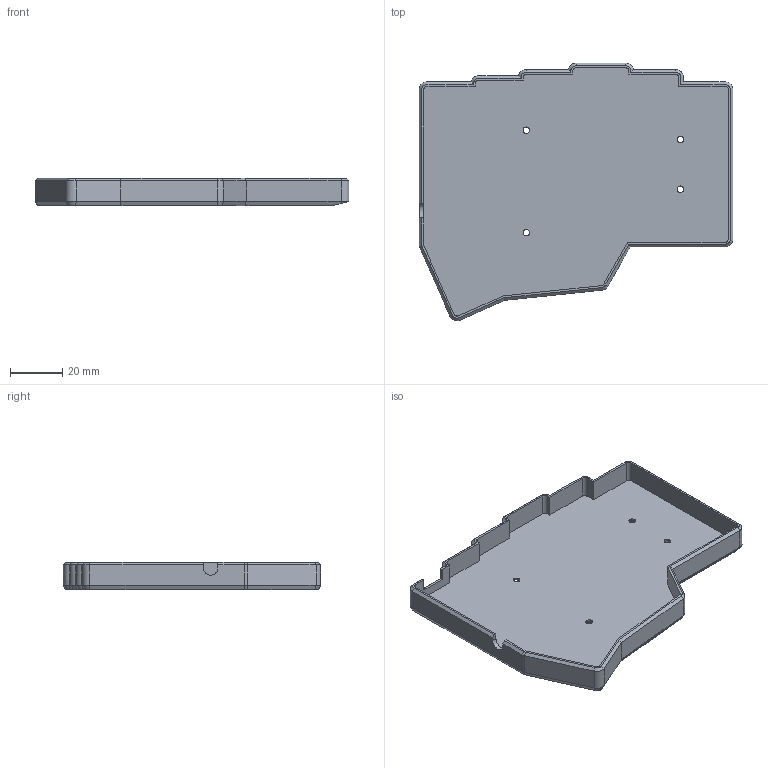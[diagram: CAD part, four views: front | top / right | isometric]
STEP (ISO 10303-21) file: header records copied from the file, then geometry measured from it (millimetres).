
FILE_DESCRIPTION(/* description */ (''),/* implementation_level */ '2;1');
FILE_NAME(/* name */ 'Corne V4 Pro Micro Edition 3x5 Right Folding Feet Tenting Enclosed Case',/* time_stamp */ '2024-09-07T12:43:03+12:00',/* author */ (''),/* organization */ (''),/* preprocessor_version */ 'ST-DEVELOPER v16.5',/* originating_system */ 'Rhino 7.37',/* authorisation */ '');
FILE_SCHEMA (('AUTOMOTIVE_DESIGN_CC2'));
Length unit declared in the file: millimetre
Products named in the file (1): Document
Bounding box: 120.29 x 98.62 x 10.6 mm (x, y, z)
Volume: 24362.9 mm3; surface area: 26060.9 mm2
Topology: 1 solids, 1 shells, 157 faces, 395 edges, 244 vertices
Faces by surface type: plane 97, cylinder 38, bspline 22
Full cylindrical faces by diameter (mm): 2.5 x4, 4.8 x3
Entity records: 4295 total; most frequent: CARTESIAN_POINT 1682, ORIENTED_EDGE 790, EDGE_CURVE 395, B_SPLINE_CURVE_WITH_KNOTS 250, VERTEX_POINT 244, EDGE_LOOP 169, ADVANCED_FACE 157, FACE_OUTER_BOUND 157
